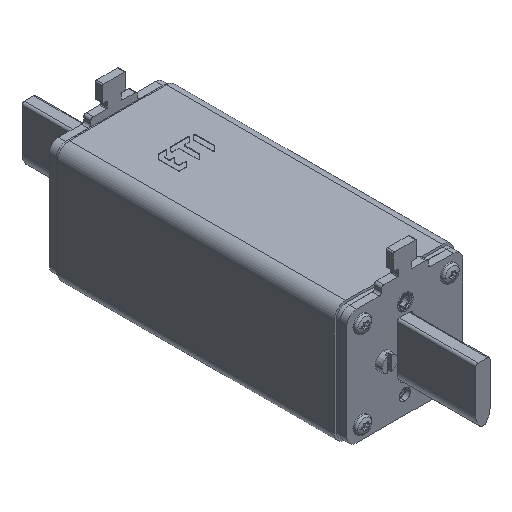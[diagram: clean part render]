
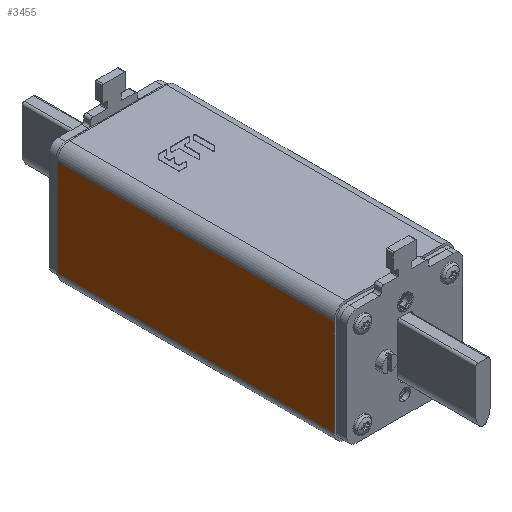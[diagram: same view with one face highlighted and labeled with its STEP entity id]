
A CAD part, isometric view. The second image highlights one B-rep face of the part: STEP entity #3455.
In plain terms, the highlighted face is planar.
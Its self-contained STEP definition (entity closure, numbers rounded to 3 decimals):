
#233=DIRECTION('',(-1.,0.,0.));
#234=VECTOR('',#233,117.);
#235=CARTESIAN_POINT('',(58.5,-20.5,-25.5));
#236=LINE('',#235,#234);
#584=DIRECTION('',(1.,0.,0.));
#585=VECTOR('',#584,117.);
#586=CARTESIAN_POINT('',(-58.5,20.5,-25.5));
#587=LINE('',#586,#585);
#598=DIRECTION('',(0.,-1.,0.));
#599=VECTOR('',#598,41.);
#600=CARTESIAN_POINT('',(-58.5,20.5,-25.5));
#601=LINE('',#600,#599);
#658=DIRECTION('',(0.,-1.,0.));
#659=VECTOR('',#658,41.);
#660=CARTESIAN_POINT('',(58.5,20.5,-25.5));
#661=LINE('',#660,#659);
#2727=CARTESIAN_POINT('',(-58.5,-20.5,-25.5));
#2729=VERTEX_POINT('',#2727);
#2730=CARTESIAN_POINT('',(-58.5,20.5,-25.5));
#2731=VERTEX_POINT('',#2730);
#2758=CARTESIAN_POINT('',(58.5,-20.5,-25.5));
#2760=VERTEX_POINT('',#2758);
#2772=CARTESIAN_POINT('',(58.5,20.5,-25.5));
#2773=VERTEX_POINT('',#2772);
#3443=CARTESIAN_POINT('',(-58.5,-25.5,-25.5));
#3444=DIRECTION('',(0.,0.,-1.));
#3445=DIRECTION('',(0.,1.,0.));
#3446=AXIS2_PLACEMENT_3D('',#3443,#3444,#3445);
#3447=PLANE('',#3446);
#3448=ORIENTED_EDGE('',*,*,#3242,.F.);
#3450=ORIENTED_EDGE('',*,*,#3449,.F.);
#3451=ORIENTED_EDGE('',*,*,#3435,.F.);
#3452=ORIENTED_EDGE('',*,*,#3185,.T.);
#3453=EDGE_LOOP('',(#3448,#3450,#3451,#3452));
#3454=FACE_OUTER_BOUND('',#3453,.F.);
#3185=EDGE_CURVE('',#2731,#2729,#601,.T.);
#3242=EDGE_CURVE('',#2760,#2729,#236,.T.);
#3435=EDGE_CURVE('',#2731,#2773,#587,.T.);
#3449=EDGE_CURVE('',#2773,#2760,#661,.T.);
#3455=ADVANCED_FACE('',(#3454),#3447,.T.);
